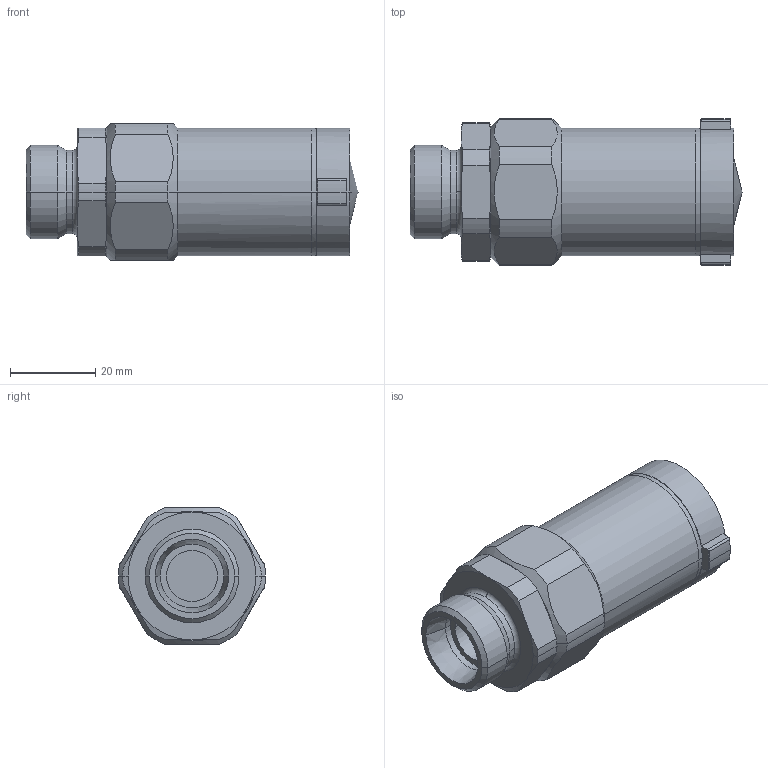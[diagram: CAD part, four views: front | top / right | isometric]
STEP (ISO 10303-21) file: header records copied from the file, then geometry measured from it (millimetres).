
FILE_DESCRIPTION( ( '' ), '1' );
FILE_NAME( '51102224.stp', '2012-08-13T13:52:10', ( '' ), ( '' ), ' ', ' ', ' ' );
FILE_SCHEMA( ( 'CONFIG_CONTROL_DESIGN' ) );
Length unit declared in the file: millimetre
Products named in the file (3): 1; 2; 3
Bounding box: 77.99 x 34.5 x 32 mm (x, y, z)
Volume: 36169.8 mm3; surface area: 17123.4 mm2
Topology: 3 solids, 3 shells, 127 faces, 307 edges, 190 vertices
Faces by surface type: cone 46, cylinder 46, plane 29, torus 6
Entity records: 3878 total; most frequent: CARTESIAN_POINT 769, DIRECTION 680, ORIENTED_EDGE 610, EDGE_CURVE 305, AXIS2_PLACEMENT_3D 289, VERTEX_POINT 190, CIRCLE 159, EDGE_LOOP 137
